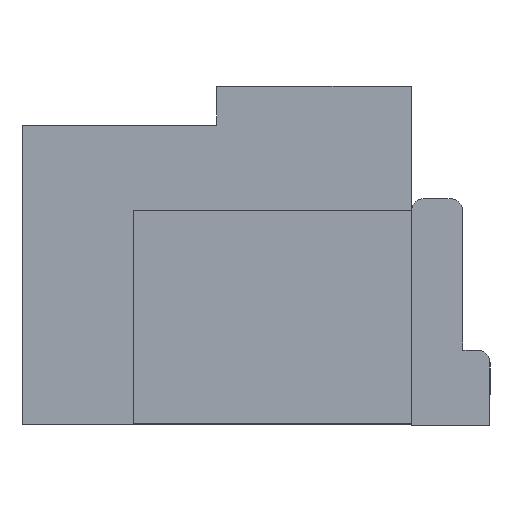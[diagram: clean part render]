
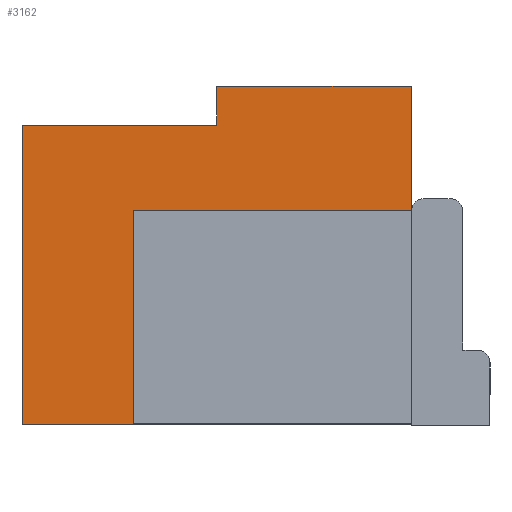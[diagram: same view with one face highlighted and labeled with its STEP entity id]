
A CAD part, left-side view. The second image highlights one B-rep face of the part: STEP entity #3162.
In plain terms, the highlighted planar face has unit normal (-1, 0, 0).
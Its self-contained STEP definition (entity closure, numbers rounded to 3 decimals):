
#62 = ORIENTED_EDGE ( 'NONE', *, *, #2463, .F. ) ;
#83 = ORIENTED_EDGE ( 'NONE', *, *, #3264, .F. ) ;
#88 = VECTOR ( 'NONE', #1661, 1000. ) ;
#95 = ORIENTED_EDGE ( 'NONE', *, *, #1730, .F. ) ;
#173 = LINE ( 'NONE', #940, #1583 ) ;
#193 = VERTEX_POINT ( 'NONE', #2287 ) ;
#209 = LINE ( 'NONE', #1006, #536 ) ;
#273 = CARTESIAN_POINT ( 'NONE',  ( 0., -0.439, -0.458 ) ) ;
#289 = CARTESIAN_POINT ( 'NONE',  ( 0., -0.736, -2.279 ) ) ;
#377 = VECTOR ( 'NONE', #2877, 1000. ) ;
#516 = VERTEX_POINT ( 'NONE', #2898 ) ;
#536 = VECTOR ( 'NONE', #1879, 1000. ) ;
#542 = VECTOR ( 'NONE', #2235, 1000. ) ;
#549 = VERTEX_POINT ( 'NONE', #1930 ) ;
#585 = DIRECTION ( 'NONE',  ( 0., 0., 1. ) ) ;
#612 = LINE ( 'NONE', #2200, #542 ) ;
#813 = ORIENTED_EDGE ( 'NONE', *, *, #2024, .F. ) ;
#940 = CARTESIAN_POINT ( 'NONE',  ( 0., -0.736, 0.941 ) ) ;
#969 = EDGE_CURVE ( 'NONE', #193, #516, #2682, .T. ) ;
#976 = VECTOR ( 'NONE', #2238, 1000. ) ;
#1006 = CARTESIAN_POINT ( 'NONE',  ( 0., -0.736, 0.021 ) ) ;
#1110 = ORIENTED_EDGE ( 'NONE', *, *, #2938, .F. ) ;
#1143 = LINE ( 'NONE', #2996, #88 ) ;
#1203 = VECTOR ( 'NONE', #585, 1000. ) ;
#1230 = CARTESIAN_POINT ( 'NONE',  ( 0., 0.461, 0.021 ) ) ;
#1265 = DIRECTION ( 'NONE',  ( 0., -1., 0. ) ) ;
#1267 = CARTESIAN_POINT ( 'NONE',  ( 0., -2.539, -0.458 ) ) ;
#1268 = CARTESIAN_POINT ( 'NONE',  ( 0., 1.661, -2.291 ) ) ;
#1274 = ORIENTED_EDGE ( 'NONE', *, *, #3419, .F. ) ;
#1276 = EDGE_CURVE ( 'NONE', #2388, #1457, #1143, .T. ) ;
#1366 = CARTESIAN_POINT ( 'NONE',  ( 0., 1.661, 0.941 ) ) ;
#1375 = ORIENTED_EDGE ( 'NONE', *, *, #2174, .F. ) ;
#1457 = VERTEX_POINT ( 'NONE', #3086 ) ;
#1470 = ORIENTED_EDGE ( 'NONE', *, *, #2904, .F. ) ;
#1583 = VECTOR ( 'NONE', #1265, 1000. ) ;
#1661 = DIRECTION ( 'NONE',  ( 0., -1., 0. ) ) ;
#1705 = DIRECTION ( 'NONE',  ( 0., 0., -1. ) ) ;
#1730 = EDGE_CURVE ( 'NONE', #2722, #2004, #173, .T. ) ;
#1742 = LINE ( 'NONE', #3027, #976 ) ;
#1759 = VECTOR ( 'NONE', #3146, 1000. ) ;
#1824 = DIRECTION ( 'NONE',  ( 0., -1., 0. ) ) ;
#1834 = DIRECTION ( 'NONE',  ( 0., 0., 1. ) ) ;
#1855 = VECTOR ( 'NONE', #1824, 1000. ) ;
#1879 = DIRECTION ( 'NONE',  ( 0., 1., 0. ) ) ;
#1930 = CARTESIAN_POINT ( 'NONE',  ( 0., -2.539, 0.021 ) ) ;
#1982 = PLANE ( 'NONE',  #2552 ) ;
#2004 = VERTEX_POINT ( 'NONE', #2009 ) ;
#2009 = CARTESIAN_POINT ( 'NONE',  ( 0., -0.439, 0.941 ) ) ;
#2024 = EDGE_CURVE ( 'NONE', #2004, #2388, #2342, .T. ) ;
#2033 = EDGE_LOOP ( 'NONE', ( #95, #1375, #83, #1274, #3288, #62, #1110, #1470, #3124, #813 ) ) ;
#2131 = LINE ( 'NONE', #2894, #377 ) ;
#2174 = EDGE_CURVE ( 'NONE', #3207, #2722, #2456, .T. ) ;
#2200 = CARTESIAN_POINT ( 'NONE',  ( 0., -2.539, -0.458 ) ) ;
#2223 = CARTESIAN_POINT ( 'NONE',  ( 0., -0.736, -0.458 ) ) ;
#2235 = DIRECTION ( 'NONE',  ( 0., 0., -1. ) ) ;
#2238 = DIRECTION ( 'NONE',  ( 0., 0., -1. ) ) ;
#2287 = CARTESIAN_POINT ( 'NONE',  ( 0., 0.461, -2.279 ) ) ;
#2342 = LINE ( 'NONE', #273, #3158 ) ;
#2388 = VERTEX_POINT ( 'NONE', #2482 ) ;
#2456 = LINE ( 'NONE', #2981, #1203 ) ;
#2460 = VERTEX_POINT ( 'NONE', #2794 ) ;
#2463 = EDGE_CURVE ( 'NONE', #2783, #193, #1742, .T. ) ;
#2464 = DIRECTION ( 'NONE',  ( 1., 0., 0. ) ) ;
#2482 = CARTESIAN_POINT ( 'NONE',  ( 0., -0.439, 1.359 ) ) ;
#2552 = AXIS2_PLACEMENT_3D ( 'NONE', #2223, #2464, #1705 ) ;
#2682 = LINE ( 'NONE', #289, #1855 ) ;
#2722 = VERTEX_POINT ( 'NONE', #1366 ) ;
#2740 = FACE_OUTER_BOUND ( 'NONE', #2033, .T. ) ;
#2783 = VERTEX_POINT ( 'NONE', #1230 ) ;
#2794 = CARTESIAN_POINT ( 'NONE',  ( 0., -2.539, -2.291 ) ) ;
#2877 = DIRECTION ( 'NONE',  ( 0., 1., 0. ) ) ;
#2894 = CARTESIAN_POINT ( 'NONE',  ( 0., -2.539, -2.291 ) ) ;
#2898 = CARTESIAN_POINT ( 'NONE',  ( 0., -2.539, -2.279 ) ) ;
#2904 = EDGE_CURVE ( 'NONE', #1457, #549, #3209, .T. ) ;
#2938 = EDGE_CURVE ( 'NONE', #549, #2783, #209, .T. ) ;
#2981 = CARTESIAN_POINT ( 'NONE',  ( 0., 1.661, -2.291 ) ) ;
#2996 = CARTESIAN_POINT ( 'NONE',  ( 0., 1.661, 1.359 ) ) ;
#3027 = CARTESIAN_POINT ( 'NONE',  ( 0., 0.461, -0.458 ) ) ;
#3086 = CARTESIAN_POINT ( 'NONE',  ( 0., -2.539, 1.359 ) ) ;
#3124 = ORIENTED_EDGE ( 'NONE', *, *, #1276, .F. ) ;
#3146 = DIRECTION ( 'NONE',  ( 0., 0., -1. ) ) ;
#3158 = VECTOR ( 'NONE', #1834, 1000. ) ;
#3162 = ADVANCED_FACE ( 'NONE', ( #2740 ), #1982, .F. ) ;
#3207 = VERTEX_POINT ( 'NONE', #1268 ) ;
#3209 = LINE ( 'NONE', #1267, #1759 ) ;
#3264 = EDGE_CURVE ( 'NONE', #2460, #3207, #2131, .T. ) ;
#3288 = ORIENTED_EDGE ( 'NONE', *, *, #969, .F. ) ;
#3419 = EDGE_CURVE ( 'NONE', #516, #2460, #612, .T. ) ;
